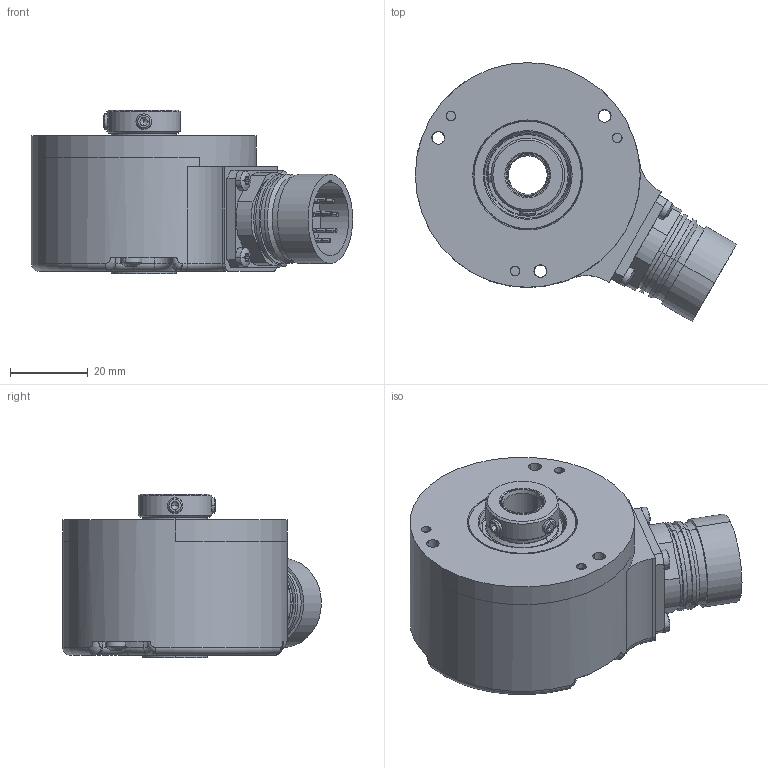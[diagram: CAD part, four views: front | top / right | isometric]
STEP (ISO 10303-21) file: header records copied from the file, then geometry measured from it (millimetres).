
FILE_DESCRIPTION((''),'2;1');
FILE_NAME('521003','2010-10-18T',('se2802'),(''),'PRO/ENGINEER BY PARAMETRIC TECHNOLOGY CORPORATION, 2010180','PRO/ENGINEER BY PARAMETRIC TECHNOLOGY CORPORATION, 2010180','');
FILE_SCHEMA(('CONFIG_CONTROL_DESIGN'));
Length unit declared in the file: millimetre
Products named in the file (1): 521003
Bounding box: 82.9 x 66.76 x 42.3 mm (x, y, z)
Volume: 63395.6 mm3; surface area: 41223.4 mm2
Topology: 1 solids, 3 shells, 1103 faces, 2975 edges, 1904 vertices
Faces by surface type: cylinder 553, plane 349, torus 93, cone 82, sphere 20, bspline 6
Entity records: 38423 total; most frequent: CARTESIAN_POINT 9559, DIRECTION 6480, ORIENTED_EDGE 5942, EDGE_CURVE 2971, AXIS2_PLACEMENT_3D 2598, VERTEX_POINT 1904, CIRCLE 1501, VECTOR 1284
